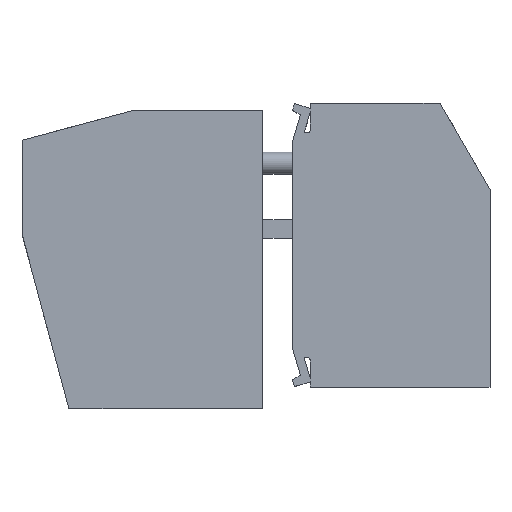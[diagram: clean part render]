
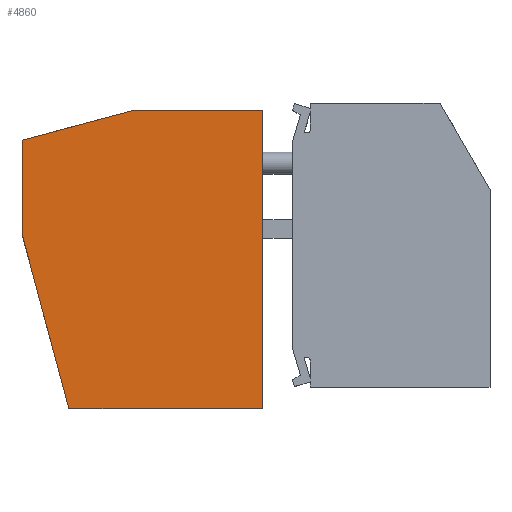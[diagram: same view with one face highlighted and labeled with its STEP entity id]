
A CAD part, top view. The second image highlights one B-rep face of the part: STEP entity #4860.
In plain terms, the highlighted face is planar.
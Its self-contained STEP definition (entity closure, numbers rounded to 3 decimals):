
#1440=CARTESIAN_POINT('',(212.804,190.092,
-2.133));
#1450=VERTEX_POINT('',#1440);
#1600=CARTESIAN_POINT('',(212.804,202.661,
-2.133));
#1610=VERTEX_POINT('',#1600);
#1640=CARTESIAN_POINT('',(212.804,57.062,
-2.133));
#1650=DIRECTION('',(0.,1.,0.));
#1660=VECTOR('',#1650,1.);
#1670=LINE('',#1640,#1660);
#1680=EDGE_CURVE('',#1450,#1610,#1670,.T.);
#4400=CARTESIAN_POINT('',(-3.822,57.062,
-2.133));
#4410=DIRECTION('',(0.,0.,-1.));
#4420=DIRECTION('',(-1.,0.,0.));
#4430=AXIS2_PLACEMENT_3D('',#4400,#4410,#4420);
#4440=PLANE('',#4430);
#4450=CARTESIAN_POINT('',(180.504,57.062,
-2.133));
#4460=DIRECTION('',(0.,-1.,0.));
#4470=VECTOR('',#4460,1.);
#4480=LINE('',#4450,#4470);
#4490=CARTESIAN_POINT('',(180.504,206.63,
-2.133));
#4500=VERTEX_POINT('',#4490);
#4510=CARTESIAN_POINT('',(180.504,166.63,
-2.133));
#4520=VERTEX_POINT('',#4510);
#4530=EDGE_CURVE('',#4500,#4520,#4480,.T.);
#4540=ORIENTED_EDGE('',*,*,#4530,.F.);
#4550=CARTESIAN_POINT('',(-3.822,166.63,
-2.133));
#4560=DIRECTION('',(1.,0.,0.));
#4570=VECTOR('',#4560,1.);
#4580=LINE('',#4550,#4570);
#4590=CARTESIAN_POINT('',(206.517,166.63,
-2.133));
#4600=VERTEX_POINT('',#4590);
#4610=EDGE_CURVE('',#4520,#4600,#4580,.T.);
#4620=ORIENTED_EDGE('',*,*,#4610,.F.);
#4630=CARTESIAN_POINT('',(177.158,57.062,
-2.133));
#4640=DIRECTION('',(0.259,0.966,0.));
#4650=VECTOR('',#4640,1.);
#4660=LINE('',#4630,#4650);
#4670=EDGE_CURVE('',#4600,#1450,#4660,.T.);
#4680=ORIENTED_EDGE('',*,*,#4670,.F.);
#4690=ORIENTED_EDGE('',*,*,#1680,.F.);
#4700=CARTESIAN_POINT('',(-3.822,260.706,
-2.133));
#4710=DIRECTION('',(-0.966,0.259,0.));
#4720=VECTOR('',#4710,1.);
#4730=LINE('',#4700,#4720);
#4740=CARTESIAN_POINT('',(197.994,206.63,
-2.133));
#4750=VERTEX_POINT('',#4740);
#4760=EDGE_CURVE('',#1610,#4750,#4730,.T.);
#4770=ORIENTED_EDGE('',*,*,#4760,.F.);
#4780=CARTESIAN_POINT('',(-3.822,206.63,
-2.133));
#4790=DIRECTION('',(-1.,0.,0.));
#4800=VECTOR('',#4790,1.);
#4810=LINE('',#4780,#4800);
#4820=EDGE_CURVE('',#4750,#4500,#4810,.T.);
#4830=ORIENTED_EDGE('',*,*,#4820,.F.);
#4840=EDGE_LOOP('',(#4830,#4770,#4690,#4680,#4620,#4540));
#4850=FACE_OUTER_BOUND('',#4840,.T.);
#4860=ADVANCED_FACE('',(#4850),#4440,.T.);
